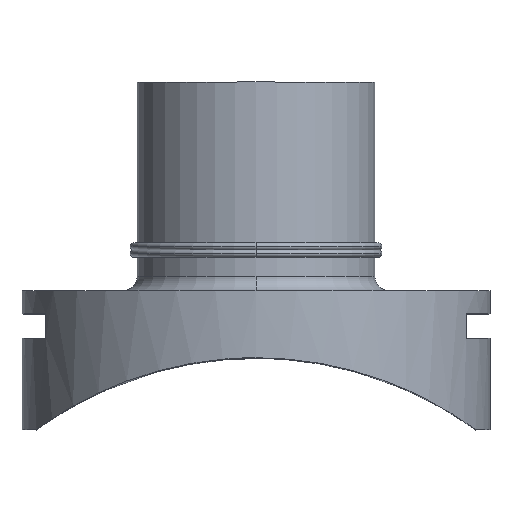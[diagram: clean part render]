
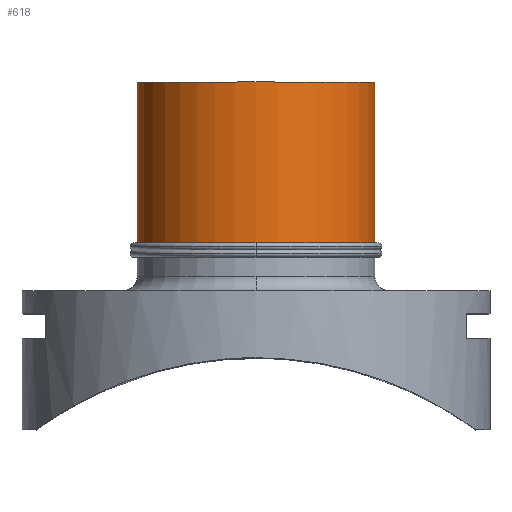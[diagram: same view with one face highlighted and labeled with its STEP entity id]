
A CAD part, top view. The second image highlights one B-rep face of the part: STEP entity #618.
In plain terms, the highlighted cylindrical face has radius 80 mm (diameter 160 mm), a partial arc.
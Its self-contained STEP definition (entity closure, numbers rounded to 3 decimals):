
#312 = VERTEX_POINT( '', #803 );
#358 = VERTEX_POINT( '', #856 );
#404 = EDGE_CURVE( '', #446, #688, #908, .T. );
#446 = VERTEX_POINT( '', #958 );
#526 = VERTEX_POINT( '', #1048 );
#552 = EDGE_CURVE( '', #358, #526, #1077, .T. );
#614 = EDGE_CURVE( '', #526, #312, #1146, .T. );
#618 = ADVANCED_FACE( '', ( #1151 ), #1152, .T. );
#632 = EDGE_CURVE( '', #688, #358, #1166, .T. );
#688 = VERTEX_POINT( '', #1227 );
#722 = EDGE_CURVE( '', #312, #446, #1262, .T. );
#803 = CARTESIAN_POINT( '', ( -80., 123.4, 0. ) );
#856 = CARTESIAN_POINT( '', ( 80., 234., 0. ) );
#908 = CIRCLE( '', #1515, 80. );
#958 = CARTESIAN_POINT( '', ( 0., 123.4, 80. ) );
#1048 = CARTESIAN_POINT( '', ( -80., 234., 0. ) );
#1077 = CIRCLE( '', #1863, 80. );
#1146 = LINE( '', #1982, #1983 );
#1151 = FACE_OUTER_BOUND( '', #1988, .T. );
#1152 = CYLINDRICAL_SURFACE( '', #1989, 80. );
#1166 = LINE( '', #2042, #2043 );
#1227 = CARTESIAN_POINT( '', ( 80., 123.4, 0. ) );
#1262 = CIRCLE( '', #2196, 80. );
#1515 = AXIS2_PLACEMENT_3D( '', #2413, #2414, #2415 );
#1863 = AXIS2_PLACEMENT_3D( '', #2650, #2651, #2652 );
#1982 = CARTESIAN_POINT( '', ( -80., 168.667, 0. ) );
#1983 = VECTOR( '', #2738, 1. );
#1988 = EDGE_LOOP( '', ( #2747, #2748, #2749, #2750, #2751 ) );
#1989 = AXIS2_PLACEMENT_3D( '', #2752, #2753, #2754 );
#2042 = CARTESIAN_POINT( '', ( 80., 168.667, 0. ) );
#2043 = VECTOR( '', #2762, 1. );
#2196 = AXIS2_PLACEMENT_3D( '', #2862, #2863, #2864 );
#2413 = CARTESIAN_POINT( '', ( 0., 123.4, 0. ) );
#2414 = DIRECTION( '', ( 0., 1., 0. ) );
#2415 = DIRECTION( '', ( -1., 0., 0. ) );
#2650 = CARTESIAN_POINT( '', ( 0., 234., 0. ) );
#2651 = DIRECTION( '', ( 0., -1., 0. ) );
#2652 = DIRECTION( '', ( -1., 0., 0. ) );
#2738 = DIRECTION( '', ( 0., -1., 0. ) );
#2747 = ORIENTED_EDGE( '', *, *, #614, .T. );
#2748 = ORIENTED_EDGE( '', *, *, #722, .T. );
#2749 = ORIENTED_EDGE( '', *, *, #404, .T. );
#2750 = ORIENTED_EDGE( '', *, *, #632, .T. );
#2751 = ORIENTED_EDGE( '', *, *, #552, .T. );
#2752 = CARTESIAN_POINT( '', ( 0., 168.667, 0. ) );
#2753 = DIRECTION( '', ( 0., 1., 0. ) );
#2754 = DIRECTION( '', ( -1., 0., 0. ) );
#2762 = DIRECTION( '', ( 0., 1., 0. ) );
#2862 = CARTESIAN_POINT( '', ( 0., 123.4, 0. ) );
#2863 = DIRECTION( '', ( 0., 1., 0. ) );
#2864 = DIRECTION( '', ( -1., 0., 0. ) );
